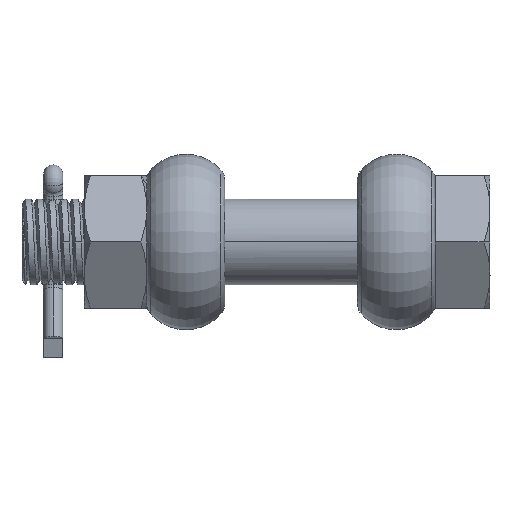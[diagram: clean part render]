
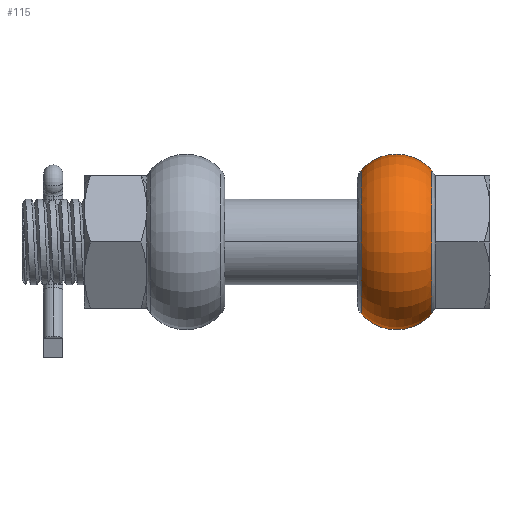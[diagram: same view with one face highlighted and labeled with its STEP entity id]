
A CAD part, front view. The second image highlights one B-rep face of the part: STEP entity #115.
In plain terms, the highlighted toroidal (fillet/blend) face has major radius 5.25 mm and minor radius 6 mm.
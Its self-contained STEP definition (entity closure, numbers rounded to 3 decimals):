
#115=ADVANCED_FACE('NONE',(#505),#506,.T.);
#505=FACE_OUTER_BOUND('',#1300,.T.);
#506=TOROIDAL_SURFACE('',#1301,5.25,6.);
#1300=EDGE_LOOP('',(#9761,#9762,#9763,#9764));
#1301=AXIS2_PLACEMENT_3D('',#9765,#9766,#9767);
#9761=ORIENTED_EDGE('',*,*,#12461,.F.);
#9762=ORIENTED_EDGE('',*,*,#12466,.F.);
#9763=ORIENTED_EDGE('',*,*,#12467,.T.);
#9764=ORIENTED_EDGE('',*,*,#12468,.F.);
#9765=CARTESIAN_POINT('',(13.5,0.,0.));
#9766=DIRECTION('',(1.0,-0.0,0.0));
#9767=DIRECTION('',(0.0,0.0,-1.0));
#12461=EDGE_CURVE('NONE',#13571,#13573,#13574,.T.);
#12466=EDGE_CURVE('NONE',#13582,#13571,#13583,.T.);
#12467=EDGE_CURVE('NONE',#13582,#13584,#13585,.T.);
#12468=EDGE_CURVE('NONE',#13573,#13584,#13586,.T.);
#13571=VERTEX_POINT('NONE',#15788);
#13573=VERTEX_POINT('NONE',#15790);
#13574=CIRCLE('',#15791,6.);
#13582=VERTEX_POINT('NONE',#15840);
#13583=CIRCLE('',#15841,9.219);
#13584=VERTEX_POINT('NONE',#15842);
#13585=CIRCLE('',#15843,6.);
#13586=CIRCLE('',#15844,9.219);
#15788=CARTESIAN_POINT('',(9.,0.,9.219));
#15790=CARTESIAN_POINT('',(18.,0.,9.219));
#15791=AXIS2_PLACEMENT_3D('',#23710,#23711,#23712);
#15840=CARTESIAN_POINT('',(9.,0.,-9.219));
#15841=AXIS2_PLACEMENT_3D('',#23716,#23717,#23718);
#15842=CARTESIAN_POINT('',(18.,0.,-9.219));
#15843=AXIS2_PLACEMENT_3D('',#23719,#23720,#23721);
#15844=AXIS2_PLACEMENT_3D('',#23722,#23723,#23724);
#23710=CARTESIAN_POINT('',(13.5,0.,5.25));
#23711=DIRECTION('',(-0.0,1.0,0.));
#23712=DIRECTION('',(0.0,0.,1.0));
#23716=CARTESIAN_POINT('',(9.,0.,0.));
#23717=DIRECTION('',(-1.0,0.,0.));
#23718=DIRECTION('',(0.,1.0,0.0));
#23719=CARTESIAN_POINT('',(13.5,0.,-5.25));
#23720=DIRECTION('',(0.0,-1.0,0.0));
#23721=DIRECTION('',(0.0,0.0,-1.0));
#23722=CARTESIAN_POINT('',(18.,0.,0.));
#23723=DIRECTION('',(1.0,0.,0.));
#23724=DIRECTION('',(0.,-1.0,0.0));
